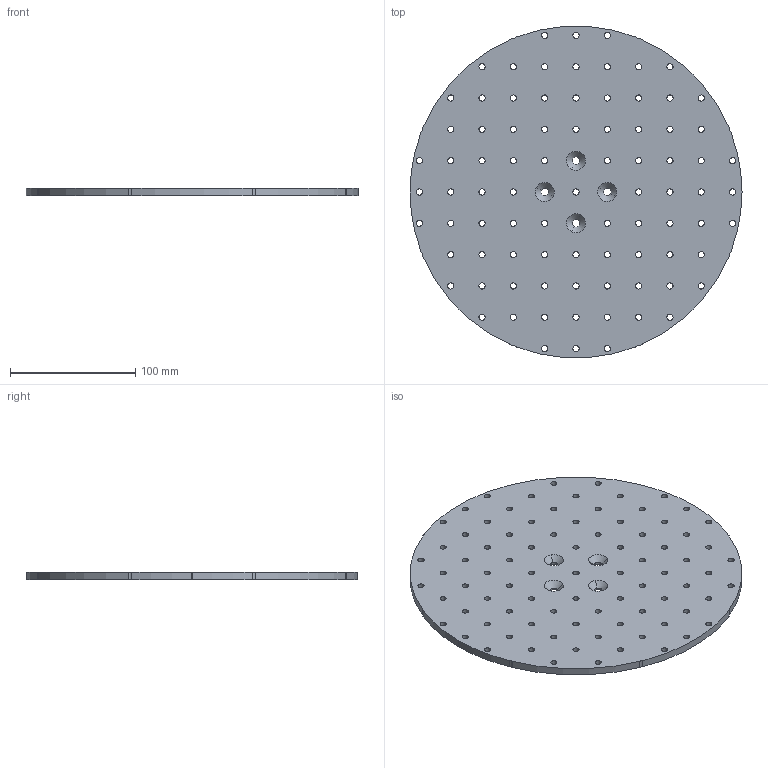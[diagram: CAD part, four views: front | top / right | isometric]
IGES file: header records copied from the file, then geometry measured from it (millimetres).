
Start section: START RECORD GO HERE.
Global section: file name: plateau.igs; native system: DASSAULT SYSTEMES CATIA Version 5-6 Release 2013 - www.3ds.com; preprocessor: V5-6R2013_5.23.0.0.10-18-2012.20.00; author: lpages; organization: GOM; date: 20180713.151418; units: millimetre
Bounding box: 265 x 264.27 x 6 mm (x, y, z)
Surface area: 120077 mm2 (no closed solid volume)
Topology: 0 solids, 0 shells, 206 faces, 1216 edges, 1216 vertices
Faces by surface type: revolution 204, plane 2
